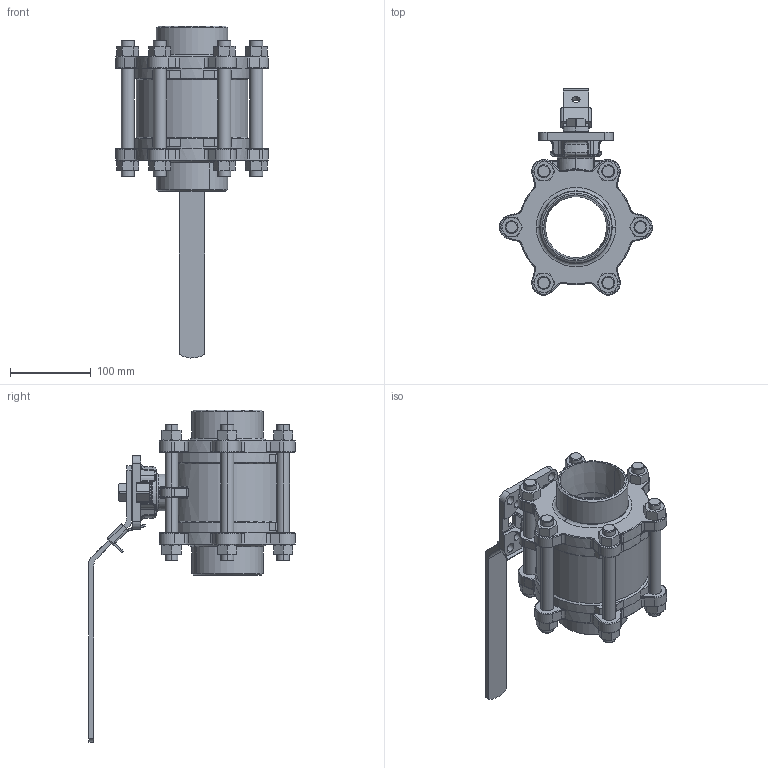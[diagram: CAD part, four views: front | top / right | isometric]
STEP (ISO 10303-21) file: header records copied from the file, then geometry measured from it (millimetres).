
FILE_DESCRIPTION (( 'STEP AP214' ), '1' );
FILE_NAME ('ZL9BK0J.STEP', '2010-09-03T06:29:55', ( 'Hsu22' ), ( 'Hollings' ), 'SwSTEP 2.0', 'SolidWorks 2008', '' );
FILE_SCHEMA (( 'AUTOMOTIVE_DESIGN' ));
Length unit declared in the file: millimetre
Products named in the file (7): SBL9BK4JBCX0_預設; SAL9T10TWJACX1_預設; SDDL9T10IA3_預設; YSDM16-170_預設; SHJ0L9T10J0_預設; YNM16_預設; ZL9BK0J
Assembly tree (23 placements, depth 2):
  ZL9BK0J
    YNM16_預設  x12
    SBL9BK4JBCX0_預設  x2
    SDDL9T10IA3_預設
    SAL9T10TWJACX1_預設
    YSDM16-170_預設  x6
    SHJ0L9T10J0_預設
Bounding box: 190 x 256.28 x 412.4 mm (x, y, z)
Volume: 1343542.1 mm3; surface area: 378162.5 mm2
Topology: 23 solids, 23 shells, 1036 faces, 2485 edges, 1486 vertices
Faces by surface type: cylinder 334, plane 277, cone 215, torus 152, bspline 42, sphere 16
Entity records: 21124 total; most frequent: CARTESIAN_POINT 6701, DIRECTION 3160, ORIENTED_EDGE 2914, EDGE_CURVE 1457, AXIS2_PLACEMENT_3D 1310, VERTEX_POINT 887, CIRCLE 741, EDGE_LOOP 638
